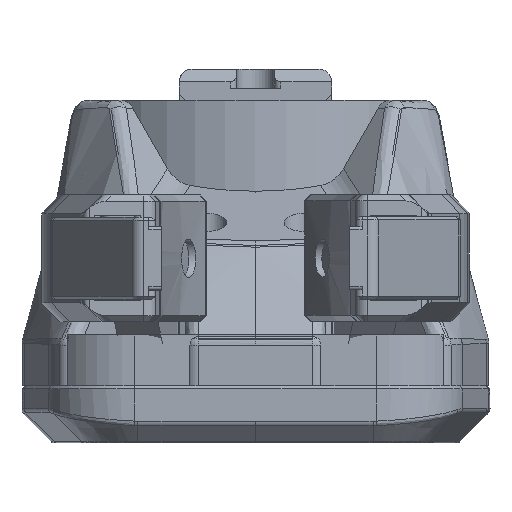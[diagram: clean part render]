
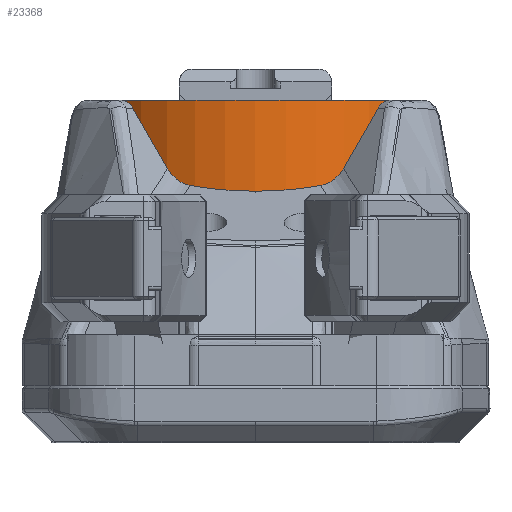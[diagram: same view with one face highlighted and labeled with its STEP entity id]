
A CAD part, front view. The second image highlights one B-rep face of the part: STEP entity #23368.
In plain terms, the highlighted cylindrical face has radius 28.5 mm (diameter 57 mm), a partial arc.
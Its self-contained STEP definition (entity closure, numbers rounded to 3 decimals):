
#131 = VERTEX_POINT ( 'NONE', #5186 ) ;
#1425 = FACE_OUTER_BOUND ( 'NONE', #23898, .T. ) ;
#3358 = VECTOR ( 'NONE', #38678, 1000. ) ;
#4226 = AXIS2_PLACEMENT_3D ( 'NONE', #32607, #26584, #38818 ) ;
#5186 = CARTESIAN_POINT ( 'NONE',  ( -26.5, -41.988, 45. ) ) ;
#6961 = EDGE_CURVE ( 'NONE', #27903, #39548, #27360, .T. ) ;
#7219 = CARTESIAN_POINT ( 'NONE',  ( 0., -31.5, 0. ) ) ;
#7536 = LINE ( 'NONE', #35480, #36042 ) ;
#7835 = ORIENTED_EDGE ( 'NONE', *, *, #12737, .F. ) ;
#10010 = AXIS2_PLACEMENT_3D ( 'NONE', #7219, #32161, #34575 ) ;
#11684 = CARTESIAN_POINT ( 'NONE',  ( 0., -31.5, 45. ) ) ;
#12089 = CARTESIAN_POINT ( 'NONE',  ( 26.5, -41.988, 45. ) ) ;
#12424 = AXIS2_PLACEMENT_3D ( 'NONE', #11684, #32805, #15095 ) ;
#12737 = EDGE_CURVE ( 'NONE', #131, #25566, #14369, .T. ) ;
#13900 = EDGE_CURVE ( 'NONE', #25566, #39548, #23623, .T. ) ;
#14369 = CIRCLE ( 'NONE', #12424, 28.5 ) ;
#15095 = DIRECTION ( 'NONE',  ( 0., -1., 0. ) ) ;
#15176 = CARTESIAN_POINT ( 'NONE',  ( 26.5, -41.988, 0. ) ) ;
#17529 = EDGE_CURVE ( 'NONE', #131, #27903, #7536, .T. ) ;
#22913 = ORIENTED_EDGE ( 'NONE', *, *, #6961, .T. ) ;
#23368 = ADVANCED_FACE ( 'NONE', ( #1425 ), #38621, .T. ) ;
#23623 = LINE ( 'NONE', #12089, #3358 ) ;
#23898 = EDGE_LOOP ( 'NONE', ( #29194, #22913, #28833, #7835 ) ) ;
#24178 = CARTESIAN_POINT ( 'NONE',  ( -26.5, -41.988, 0. ) ) ;
#25566 = VERTEX_POINT ( 'NONE', #37576 ) ;
#26584 = DIRECTION ( 'NONE',  ( 0., 0., -1. ) ) ;
#27360 = CIRCLE ( 'NONE', #10010, 28.5 ) ;
#27903 = VERTEX_POINT ( 'NONE', #24178 ) ;
#28833 = ORIENTED_EDGE ( 'NONE', *, *, #13900, .F. ) ;
#29194 = ORIENTED_EDGE ( 'NONE', *, *, #17529, .T. ) ;
#32076 = DIRECTION ( 'NONE',  ( 0., 0., -1. ) ) ;
#32161 = DIRECTION ( 'NONE',  ( 0., 0., 1. ) ) ;
#32607 = CARTESIAN_POINT ( 'NONE',  ( 0., -31.5, 45. ) ) ;
#32805 = DIRECTION ( 'NONE',  ( 0., 0., 1. ) ) ;
#34575 = DIRECTION ( 'NONE',  ( 0., -1., 0. ) ) ;
#35480 = CARTESIAN_POINT ( 'NONE',  ( -26.5, -41.988, 45. ) ) ;
#36042 = VECTOR ( 'NONE', #32076, 1000. ) ;
#37576 = CARTESIAN_POINT ( 'NONE',  ( 26.5, -41.988, 45. ) ) ;
#38621 = CYLINDRICAL_SURFACE ( 'NONE', #4226, 28.5 ) ;
#38678 = DIRECTION ( 'NONE',  ( 0., 0., -1. ) ) ;
#38818 = DIRECTION ( 'NONE',  ( 0., 1., 0. ) ) ;
#39548 = VERTEX_POINT ( 'NONE', #15176 ) ;
